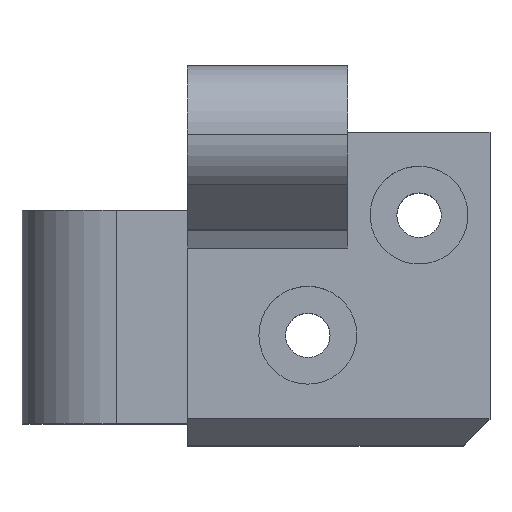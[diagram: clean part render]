
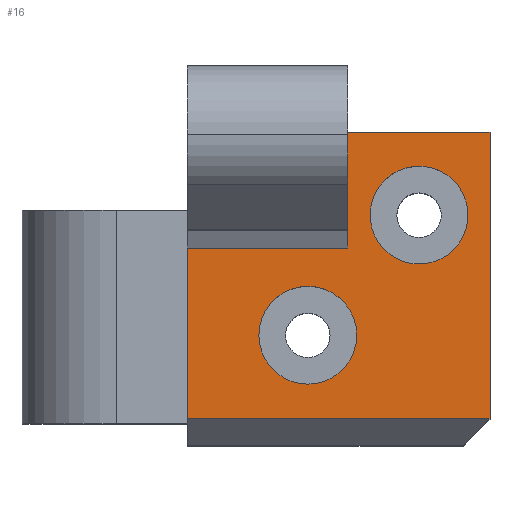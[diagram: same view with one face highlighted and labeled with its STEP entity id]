
A CAD part, top view. The second image highlights one B-rep face of the part: STEP entity #16.
In plain terms, the highlighted planar face has unit normal (0, 0, 1).
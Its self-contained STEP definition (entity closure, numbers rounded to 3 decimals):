
#10 = DIRECTION ( 'NONE',  ( -1., 0., 0. ) ) ;
#16 = ADVANCED_FACE ( 'NONE', ( #1371, #336, #785 ), #1835, .F. ) ;
#17 = VERTEX_POINT ( 'NONE', #905 ) ;
#46 = VECTOR ( 'NONE', #1830, 1000. ) ;
#48 = CARTESIAN_POINT ( 'NONE',  ( -96.124, -2.05, 78.6 ) ) ;
#72 = LINE ( 'NONE', #819, #621 ) ;
#77 = AXIS2_PLACEMENT_3D ( 'NONE', #346, #1889, #132 ) ;
#102 = ORIENTED_EDGE ( 'NONE', *, *, #636, .T. ) ;
#109 = AXIS2_PLACEMENT_3D ( 'NONE', #48, #909, #1354 ) ;
#122 = CARTESIAN_POINT ( 'NONE',  ( -75.65, -11.45, 78.6 ) ) ;
#132 = DIRECTION ( 'NONE',  ( -1., 0., 0. ) ) ;
#151 = LINE ( 'NONE', #1484, #1590 ) ;
#162 = CARTESIAN_POINT ( 'NONE',  ( -91.65, 20.75, 78.6 ) ) ;
#176 = EDGE_CURVE ( 'NONE', #1135, #1053, #942, .T. ) ;
#224 = AXIS2_PLACEMENT_3D ( 'NONE', #439, #1033, #710 ) ;
#236 = EDGE_CURVE ( 'NONE', #1728, #1129, #768, .T. ) ;
#266 = EDGE_LOOP ( 'NONE', ( #1620, #1631, #1269, #512, #1088, #725 ) ) ;
#305 = DIRECTION ( 'NONE',  ( 0., 0., -1. ) ) ;
#335 = CARTESIAN_POINT ( 'NONE',  ( -90.624, -2.05, 78.6 ) ) ;
#336 = FACE_BOUND ( 'NONE', #1679, .T. ) ;
#346 = CARTESIAN_POINT ( 'NONE',  ( -86.75, -9.45, 78.6 ) ) ;
#376 = AXIS2_PLACEMENT_3D ( 'NONE', #1057, #305, #477 ) ;
#439 = CARTESIAN_POINT ( 'NONE',  ( -96.124, -2.05, 78.6 ) ) ;
#452 = DIRECTION ( 'NONE',  ( -1., 0., 0. ) ) ;
#477 = DIRECTION ( 'NONE',  ( -1., 0., 0. ) ) ;
#512 = ORIENTED_EDGE ( 'NONE', *, *, #1206, .F. ) ;
#546 = ORIENTED_EDGE ( 'NONE', *, *, #176, .T. ) ;
#550 = EDGE_CURVE ( 'NONE', #1873, #889, #1275, .T. ) ;
#586 = EDGE_CURVE ( 'NONE', #1612, #17, #151, .T. ) ;
#592 = VERTEX_POINT ( 'NONE', #1364 ) ;
#621 = VECTOR ( 'NONE', #980, 1000. ) ;
#636 = EDGE_CURVE ( 'NONE', #889, #1873, #1381, .T. ) ;
#652 = CARTESIAN_POINT ( 'NONE',  ( -75.65, -9.45, 78.6 ) ) ;
#710 = DIRECTION ( 'NONE',  ( -1., 0., 0. ) ) ;
#725 = ORIENTED_EDGE ( 'NONE', *, *, #1554, .F. ) ;
#766 = DIRECTION ( 'NONE',  ( 0., 0., -1. ) ) ;
#768 = LINE ( 'NONE', #1660, #46 ) ;
#785 = FACE_BOUND ( 'NONE', #949, .T. ) ;
#789 = EDGE_CURVE ( 'NONE', #1483, #1612, #1688, .T. ) ;
#819 = CARTESIAN_POINT ( 'NONE',  ( -109.65, 0., 78.6 ) ) ;
#889 = VERTEX_POINT ( 'NONE', #1886 ) ;
#899 = CIRCLE ( 'NONE', #224, 5.5 ) ;
#905 = CARTESIAN_POINT ( 'NONE',  ( -109.65, 7.75, 78.6 ) ) ;
#909 = DIRECTION ( 'NONE',  ( 0., 0., -1. ) ) ;
#911 = LINE ( 'NONE', #1194, #1816 ) ;
#915 = CARTESIAN_POINT ( 'NONE',  ( -84.071, 5.968, 78.6 ) ) ;
#935 = ORIENTED_EDGE ( 'NONE', *, *, #1359, .T. ) ;
#942 = CIRCLE ( 'NONE', #109, 5.5 ) ;
#949 = EDGE_LOOP ( 'NONE', ( #102, #1016 ) ) ;
#980 = DIRECTION ( 'NONE',  ( 0., 1., 0. ) ) ;
#1010 = EDGE_CURVE ( 'NONE', #1483, #592, #911, .T. ) ;
#1016 = ORIENTED_EDGE ( 'NONE', *, *, #550, .T. ) ;
#1033 = DIRECTION ( 'NONE',  ( 0., 0., -1. ) ) ;
#1053 = VERTEX_POINT ( 'NONE', #335 ) ;
#1057 = CARTESIAN_POINT ( 'NONE',  ( -83.625, 11.45, 78.6 ) ) ;
#1072 = DIRECTION ( 'NONE',  ( 0., -1., 0. ) ) ;
#1088 = ORIENTED_EDGE ( 'NONE', *, *, #236, .F. ) ;
#1129 = VERTEX_POINT ( 'NONE', #1291 ) ;
#1135 = VERTEX_POINT ( 'NONE', #1707 ) ;
#1179 = CARTESIAN_POINT ( 'NONE',  ( -83.625, 11.45, 78.6 ) ) ;
#1194 = CARTESIAN_POINT ( 'NONE',  ( -84.45, 20.75, 78.6 ) ) ;
#1206 = EDGE_CURVE ( 'NONE', #1129, #17, #72, .T. ) ;
#1233 = LINE ( 'NONE', #652, #1274 ) ;
#1244 = DIRECTION ( 'NONE',  ( 0., -1., 0. ) ) ;
#1269 = ORIENTED_EDGE ( 'NONE', *, *, #586, .T. ) ;
#1270 = AXIS2_PLACEMENT_3D ( 'NONE', #1179, #766, #452 ) ;
#1274 = VECTOR ( 'NONE', #1244, 1000. ) ;
#1275 = CIRCLE ( 'NONE', #376, 5.5 ) ;
#1291 = CARTESIAN_POINT ( 'NONE',  ( -109.65, -11.45, 78.6 ) ) ;
#1312 = VECTOR ( 'NONE', #1072, 1000. ) ;
#1354 = DIRECTION ( 'NONE',  ( -1., 0., 0. ) ) ;
#1359 = EDGE_CURVE ( 'NONE', #1053, #1135, #899, .T. ) ;
#1364 = CARTESIAN_POINT ( 'NONE',  ( -75.65, 20.75, 78.6 ) ) ;
#1371 = FACE_OUTER_BOUND ( 'NONE', #266, .T. ) ;
#1381 = CIRCLE ( 'NONE', #1270, 5.5 ) ;
#1483 = VERTEX_POINT ( 'NONE', #162 ) ;
#1484 = CARTESIAN_POINT ( 'NONE',  ( -91.65, 7.75, 78.6 ) ) ;
#1554 = EDGE_CURVE ( 'NONE', #592, #1728, #1233, .T. ) ;
#1561 = CARTESIAN_POINT ( 'NONE',  ( -91.65, 20.75, 78.6 ) ) ;
#1590 = VECTOR ( 'NONE', #10, 1000. ) ;
#1612 = VERTEX_POINT ( 'NONE', #1726 ) ;
#1620 = ORIENTED_EDGE ( 'NONE', *, *, #1010, .F. ) ;
#1631 = ORIENTED_EDGE ( 'NONE', *, *, #789, .T. ) ;
#1660 = CARTESIAN_POINT ( 'NONE',  ( -86.75, -11.45, 78.6 ) ) ;
#1679 = EDGE_LOOP ( 'NONE', ( #546, #935 ) ) ;
#1688 = LINE ( 'NONE', #1561, #1312 ) ;
#1707 = CARTESIAN_POINT ( 'NONE',  ( -101.624, -2.05, 78.6 ) ) ;
#1726 = CARTESIAN_POINT ( 'NONE',  ( -91.65, 7.75, 78.6 ) ) ;
#1728 = VERTEX_POINT ( 'NONE', #122 ) ;
#1816 = VECTOR ( 'NONE', #1844, 1000. ) ;
#1830 = DIRECTION ( 'NONE',  ( -1., 0., 0. ) ) ;
#1835 = PLANE ( 'NONE',  #77 ) ;
#1844 = DIRECTION ( 'NONE',  ( 1., 0., 0. ) ) ;
#1873 = VERTEX_POINT ( 'NONE', #915 ) ;
#1886 = CARTESIAN_POINT ( 'NONE',  ( -83.178, 16.932, 78.6 ) ) ;
#1889 = DIRECTION ( 'NONE',  ( 0., 0., -1. ) ) ;
